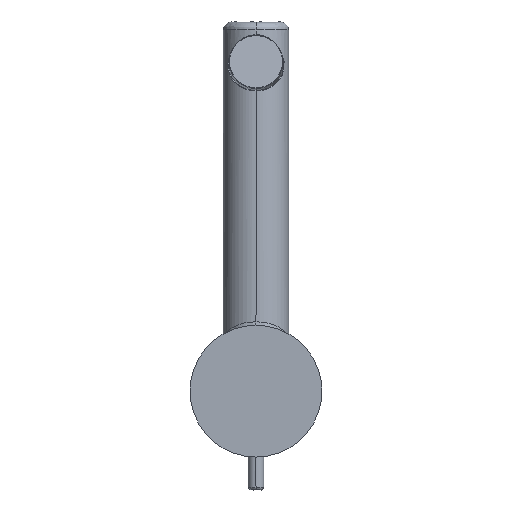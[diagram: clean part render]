
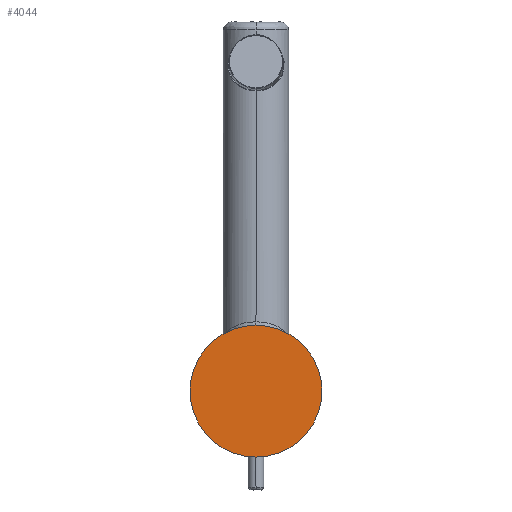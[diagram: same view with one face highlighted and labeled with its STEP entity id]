
A CAD part, front view. The second image highlights one B-rep face of the part: STEP entity #4044.
In plain terms, the highlighted planar face has unit normal (0, -1, 0).
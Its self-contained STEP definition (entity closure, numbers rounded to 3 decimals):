
#221 = VERTEX_POINT ( 'NONE', #1782 ) ;
#410 = EDGE_LOOP ( 'NONE', ( #5978, #4165 ) ) ;
#418 = DIRECTION ( 'NONE',  ( -1., 0., 0. ) ) ;
#507 = DIRECTION ( 'NONE',  ( 0., 1., 0. ) ) ;
#1402 = PLANE ( 'NONE',  #3768 ) ;
#1644 = EDGE_CURVE ( 'NONE', #2412, #221, #2590, .T. ) ;
#1782 = CARTESIAN_POINT ( 'NONE',  ( -24.074, 6.316, -54.996 ) ) ;
#2412 = VERTEX_POINT ( 'NONE', #4865 ) ;
#2590 = CIRCLE ( 'NONE', #5867, 25. ) ;
#2816 = CARTESIAN_POINT ( 'NONE',  ( 0.926, 6.316, -54.996 ) ) ;
#2823 = DIRECTION ( 'NONE',  ( 0., 1., 0. ) ) ;
#3560 = DIRECTION ( 'NONE',  ( 0., 1., 0. ) ) ;
#3727 = CARTESIAN_POINT ( 'NONE',  ( 25.926, 6.316, -54.996 ) ) ;
#3768 = AXIS2_PLACEMENT_3D ( 'NONE', #3727, #2823, #5138 ) ;
#3897 = AXIS2_PLACEMENT_3D ( 'NONE', #2816, #507, #418 ) ;
#4044 = ADVANCED_FACE ( 'NONE', ( #4470 ), #1402, .F. ) ;
#4165 = ORIENTED_EDGE ( 'NONE', *, *, #1644, .F. ) ;
#4470 = FACE_OUTER_BOUND ( 'NONE', #410, .T. ) ;
#4557 = CARTESIAN_POINT ( 'NONE',  ( 0.926, 6.316, -54.996 ) ) ;
#4718 = EDGE_CURVE ( 'NONE', #221, #2412, #5845, .T. ) ;
#4865 = CARTESIAN_POINT ( 'NONE',  ( 25.926, 6.316, -54.996 ) ) ;
#5138 = DIRECTION ( 'NONE',  ( 1., 0., 0. ) ) ;
#5845 = CIRCLE ( 'NONE', #3897, 25. ) ;
#5867 = AXIS2_PLACEMENT_3D ( 'NONE', #4557, #3560, #5923 ) ;
#5923 = DIRECTION ( 'NONE',  ( -1., 0., 0. ) ) ;
#5978 = ORIENTED_EDGE ( 'NONE', *, *, #4718, .F. ) ;
